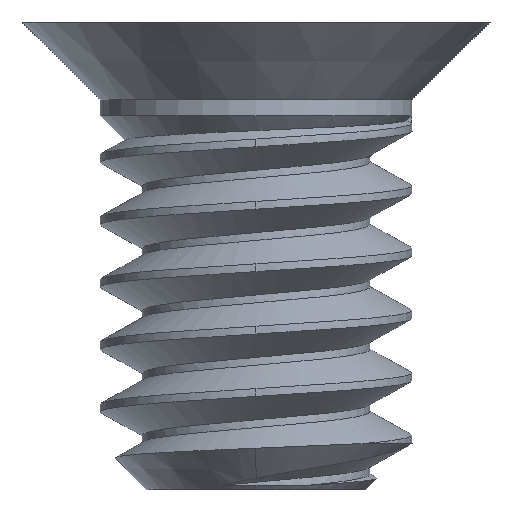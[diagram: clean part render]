
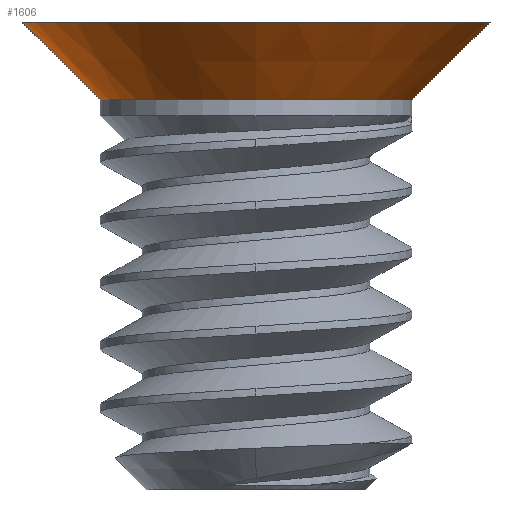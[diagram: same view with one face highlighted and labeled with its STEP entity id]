
A CAD part, front view. The second image highlights one B-rep face of the part: STEP entity #1606.
In plain terms, the highlighted conical face has half-angle 45 degrees and reference radius 1.5 mm.
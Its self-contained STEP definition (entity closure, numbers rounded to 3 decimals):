
#1 = AXIS2_PLACEMENT_3D ( 'NONE', #959, #2286, #1160 ) ;
#108 = VECTOR ( 'NONE', #737, 1000. ) ;
#124 = DIRECTION ( 'NONE',  ( 0., 0., 1. ) ) ;
#292 = FACE_OUTER_BOUND ( 'NONE', #2094, .T. ) ;
#430 = AXIS2_PLACEMENT_3D ( 'NONE', #2048, #853, #2197 ) ;
#514 = CARTESIAN_POINT ( 'NONE',  ( -1., 0., 0.1 ) ) ;
#573 = DIRECTION ( 'NONE',  ( -0.707, 0., 0.707 ) ) ;
#618 = EDGE_CURVE ( 'NONE', #936, #774, #1585, .T. ) ;
#634 = EDGE_CURVE ( 'NONE', #1487, #774, #1817, .T. ) ;
#706 = ORIENTED_EDGE ( 'NONE', *, *, #634, .T. ) ;
#737 = DIRECTION ( 'NONE',  ( 0.707, 0., 0.707 ) ) ;
#774 = VERTEX_POINT ( 'NONE', #1593 ) ;
#777 = VECTOR ( 'NONE', #573, 1000. ) ;
#819 = CIRCLE ( 'NONE', #430, 1. ) ;
#849 = ORIENTED_EDGE ( 'NONE', *, *, #2326, .T. ) ;
#853 = DIRECTION ( 'NONE',  ( 0., 0., -1. ) ) ;
#857 = CARTESIAN_POINT ( 'NONE',  ( 1., 0., 0.1 ) ) ;
#936 = VERTEX_POINT ( 'NONE', #514 ) ;
#959 = CARTESIAN_POINT ( 'NONE',  ( 0., 0., 0.6 ) ) ;
#1092 = CARTESIAN_POINT ( 'NONE',  ( 1.5, 0., 0.6 ) ) ;
#1108 = EDGE_CURVE ( 'NONE', #1986, #936, #819, .T. ) ;
#1120 = DIRECTION ( 'NONE',  ( 1., 0., 0. ) ) ;
#1160 = DIRECTION ( 'NONE',  ( -1., 0., 0. ) ) ;
#1487 = VERTEX_POINT ( 'NONE', #1092 ) ;
#1585 = LINE ( 'NONE', #1766, #777 ) ;
#1593 = CARTESIAN_POINT ( 'NONE',  ( -1.5, 0., 0.6 ) ) ;
#1606 = ADVANCED_FACE ( 'NONE', ( #292 ), #2020, .T. ) ;
#1759 = ORIENTED_EDGE ( 'NONE', *, *, #1108, .F. ) ;
#1766 = CARTESIAN_POINT ( 'NONE',  ( -1.5, 0., 0.6 ) ) ;
#1817 = CIRCLE ( 'NONE', #1, 1.5 ) ;
#1872 = LINE ( 'NONE', #1937, #108 ) ;
#1937 = CARTESIAN_POINT ( 'NONE',  ( 1.5, 0., 0.6 ) ) ;
#1962 = ORIENTED_EDGE ( 'NONE', *, *, #618, .F. ) ;
#1986 = VERTEX_POINT ( 'NONE', #857 ) ;
#2020 = CONICAL_SURFACE ( 'NONE', #2313, 1.5, 0.785 ) ;
#2048 = CARTESIAN_POINT ( 'NONE',  ( 0., 0., 0.1 ) ) ;
#2094 = EDGE_LOOP ( 'NONE', ( #1962, #1759, #849, #706 ) ) ;
#2197 = DIRECTION ( 'NONE',  ( 1., 0., 0. ) ) ;
#2286 = DIRECTION ( 'NONE',  ( 0., 0., -1. ) ) ;
#2313 = AXIS2_PLACEMENT_3D ( 'NONE', #2423, #124, #1120 ) ;
#2326 = EDGE_CURVE ( 'NONE', #1986, #1487, #1872, .T. ) ;
#2423 = CARTESIAN_POINT ( 'NONE',  ( 0., 0., 0.6 ) ) ;
